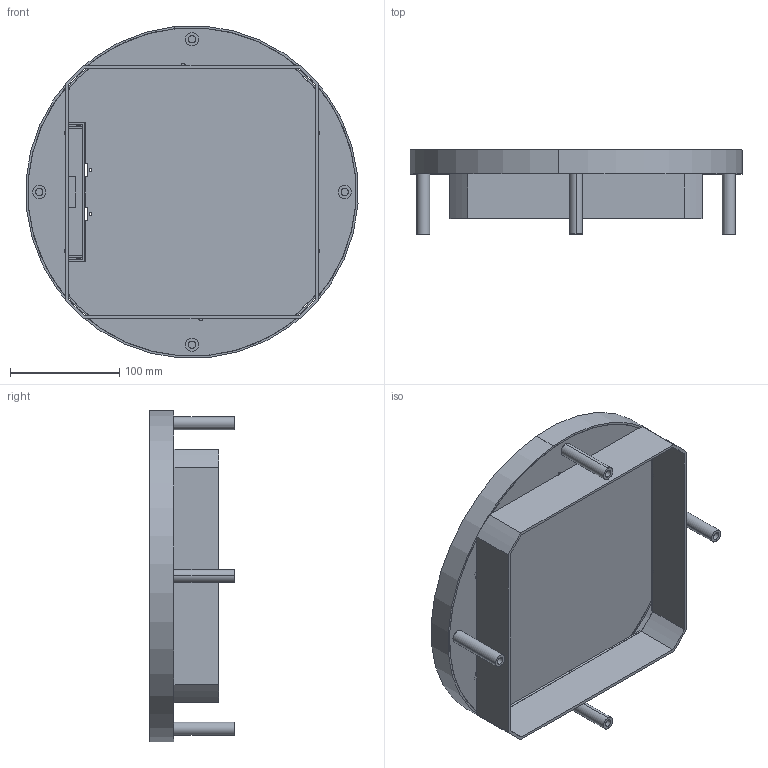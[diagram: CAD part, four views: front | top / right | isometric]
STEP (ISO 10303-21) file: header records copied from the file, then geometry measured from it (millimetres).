
FILE_DESCRIPTION((''),'2;1');
FILE_NAME('T-00975_ASM','2022-10-19T07:19:49',('letterg'),(''),'CREO PARAMETRIC BY PTC INC, 2022024','CREO PARAMETRIC BY PTC INC, 2022024','');
FILE_SCHEMA(('AUTOMOTIVE_DESIGN { 1 0 10303 214 1 1 1 1 }'));
Length unit declared in the file: millimetre
Products named in the file (17): T-00702; T-00703; T-00704; T-00708; T-00773_ASM; U09001; T-00625; T-00843_ASM; T-00688; T-00696; T-00762_ASM; T-00622S; T-00701S; T-00724S; T-00786S_ASM; T-00904_ASM; T-00975_ASM
Assembly tree (20 placements, depth 4):
  T-00975_ASM
    T-00843_ASM
      T-00773_ASM
        T-00702
        T-00703
        T-00704  x2
        T-00708
      U09001  x4
      T-00625
    T-00904_ASM
      T-00762_ASM
        T-00688
        T-00696
      T-00786S_ASM
        T-00622S
        T-00701S
        T-00724S
Bounding box: 304.26 x 77 x 304.26 mm (x, y, z)
Volume: 363250.1 mm3; surface area: 361410 mm2
Topology: 15 solids, 15 shells, 271 faces, 669 edges, 440 vertices
Faces by surface type: plane 170, cylinder 85, cone 9, bspline 6, torus 1
Full cylindrical faces by diameter (mm): 301 x1, 305 x1
Entity records: 9192 total; most frequent: CARTESIAN_POINT 1713, DIRECTION 1194, ORIENTED_EDGE 1110, EDGE_CURVE 555, VECTOR 408, LINE 408, AXIS2_PLACEMENT_3D 393, VERTEX_POINT 364
